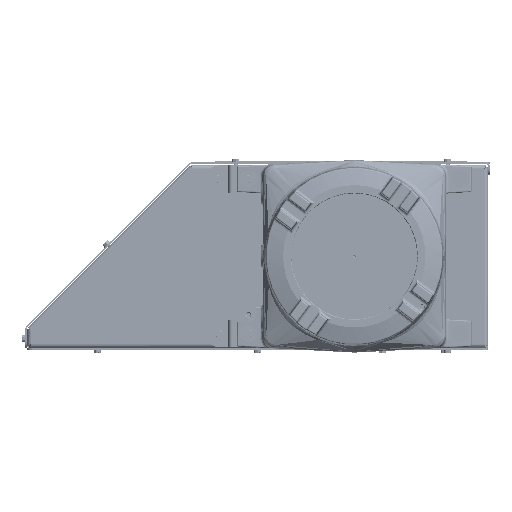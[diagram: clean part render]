
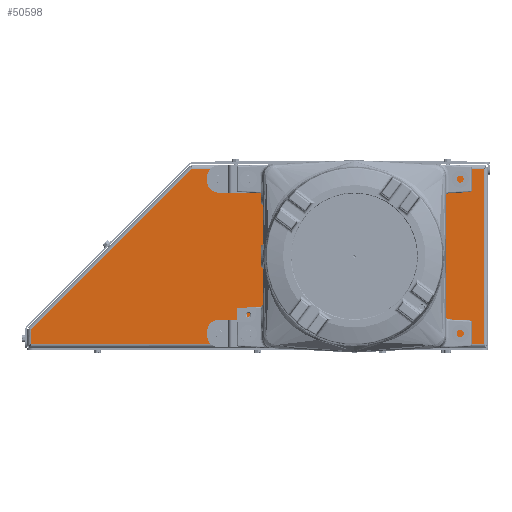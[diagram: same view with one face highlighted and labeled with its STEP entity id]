
A CAD part, left-side view. The second image highlights one B-rep face of the part: STEP entity #50598.
In plain terms, the highlighted planar face has unit normal (-1, 0, 0).
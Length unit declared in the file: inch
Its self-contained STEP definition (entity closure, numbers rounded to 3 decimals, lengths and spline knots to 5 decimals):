
#7233 = VERTEX_POINT ( 'NONE', #517497 ) ;
#16763 = EDGE_CURVE ( 'NONE', #218097, #523677, #324046, .T. ) ;
#23200 = CARTESIAN_POINT ( 'NONE',  ( -15.6705, -9.2656, 3.23018 ) ) ;
#33378 = DIRECTION ( 'NONE',  ( 0., 1., 0. ) ) ;
#42992 = EDGE_CURVE ( 'NONE', #7233, #298968, #290208, .T. ) ;
#43121 = AXIS2_PLACEMENT_3D ( 'NONE', #263404, #395201, #59345 ) ;
#44591 = EDGE_CURVE ( 'NONE', #113887, #203232, #320406, .T. ) ;
#45825 = VECTOR ( 'NONE', #525570, 39.37008 ) ;
#46661 = LINE ( 'NONE', #393813, #45825 ) ;
#46775 = EDGE_CURVE ( 'NONE', #523677, #218097, #368999, .T. ) ;
#50598 = ADVANCED_FACE ( 'NONE', ( #246792, #370119, #155128, #112012, #149416, #504729 ), #544897, .F. ) ;
#50984 = DIRECTION ( 'NONE',  ( 0., 0., 1. ) ) ;
#52589 = EDGE_CURVE ( 'NONE', #221298, #469180, #171014, .T. ) ;
#59345 = DIRECTION ( 'NONE',  ( 0., 0., -1. ) ) ;
#68570 = CIRCLE ( 'NONE', #379659, 0.6875 ) ;
#75923 = DIRECTION ( 'NONE',  ( -1., 0., 0. ) ) ;
#76288 = DIRECTION ( 'NONE',  ( 0., 0., -1. ) ) ;
#76412 = EDGE_CURVE ( 'NONE', #402738, #402930, #244807, .T. ) ;
#76806 = AXIS2_PLACEMENT_3D ( 'NONE', #478419, #306574, #50984 ) ;
#78670 = DIRECTION ( 'NONE',  ( 1., 0., 0. ) ) ;
#86352 = ORIENTED_EDGE ( 'NONE', *, *, #44591, .T. ) ;
#94495 = ORIENTED_EDGE ( 'NONE', *, *, #76412, .T. ) ;
#94949 = CARTESIAN_POINT ( 'NONE',  ( -15.6705, 9.8906, -3.24248 ) ) ;
#103117 = LINE ( 'NONE', #235005, #127443 ) ;
#112012 = FACE_BOUND ( 'NONE', #483992, .T. ) ;
#113887 = VERTEX_POINT ( 'NONE', #547377 ) ;
#115370 = DIRECTION ( 'NONE',  ( 0., 0., -1. ) ) ;
#125911 = VERTEX_POINT ( 'NONE', #155822 ) ;
#127443 = VECTOR ( 'NONE', #455758, 39.37008 ) ;
#130472 = ORIENTED_EDGE ( 'NONE', *, *, #200547, .T. ) ;
#132591 = CARTESIAN_POINT ( 'NONE',  ( -15.6705, -9.8906, -104.69812 ) ) ;
#134088 = EDGE_CURVE ( 'NONE', #559514, #221298, #46661, .T. ) ;
#140246 = EDGE_LOOP ( 'NONE', ( #548568, #418618, #536955, #130472, #467435 ) ) ;
#143248 = CARTESIAN_POINT ( 'NONE',  ( -15.6705, 1.71115, -3.63637 ) ) ;
#144847 = CARTESIAN_POINT ( 'NONE',  ( -15.6705, -6.8153, -0.85762 ) ) ;
#147133 = CARTESIAN_POINT ( 'NONE',  ( -15.6705, -9.2656, 3.08018 ) ) ;
#149416 = FACE_BOUND ( 'NONE', #256337, .T. ) ;
#155128 = FACE_BOUND ( 'NONE', #350275, .T. ) ;
#155822 = CARTESIAN_POINT ( 'NONE',  ( -15.6705, -6.8153, 0.76738 ) ) ;
#161538 = EDGE_CURVE ( 'NONE', #469180, #213007, #103117, .T. ) ;
#162524 = CARTESIAN_POINT ( 'NONE',  ( -15.6705, 9.8906, 97.48288 ) ) ;
#170839 = AXIS2_PLACEMENT_3D ( 'NONE', #342551, #78670, #253709 ) ;
#171014 = LINE ( 'NONE', #162524, #294886 ) ;
#175815 = LINE ( 'NONE', #132591, #291167 ) ;
#193906 = CARTESIAN_POINT ( 'NONE',  ( -15.6705, 2.86794, 3.78018 ) ) ;
#200385 = DIRECTION ( 'NONE',  ( 0., 0., -1. ) ) ;
#200547 = EDGE_CURVE ( 'NONE', #372961, #559514, #552586, .T. ) ;
#203232 = VERTEX_POINT ( 'NONE', #143248 ) ;
#205294 = EDGE_CURVE ( 'NONE', #125911, #210097, #434185, .T. ) ;
#210097 = VERTEX_POINT ( 'NONE', #296080 ) ;
#213007 = VERTEX_POINT ( 'NONE', #294825 ) ;
#214766 = CARTESIAN_POINT ( 'NONE',  ( -15.6705, 1.70993, 3.32988 ) ) ;
#217178 = EDGE_LOOP ( 'NONE', ( #533687, #563132 ) ) ;
#218097 = VERTEX_POINT ( 'NONE', #23200 ) ;
#221298 = VERTEX_POINT ( 'NONE', #94949 ) ;
#223839 = AXIS2_PLACEMENT_3D ( 'NONE', #513815, #419316, #115370 ) ;
#224565 = EDGE_CURVE ( 'NONE', #210097, #125911, #68570, .T. ) ;
#234257 = VECTOR ( 'NONE', #33378, 39.37008 ) ;
#235005 = CARTESIAN_POINT ( 'NONE',  ( -15.6705, 110.7183, -3.87042 ) ) ;
#244807 = CIRCLE ( 'NONE', #43121, 0.6875 ) ;
#246792 = FACE_BOUND ( 'NONE', #454506, .T. ) ;
#253709 = DIRECTION ( 'NONE',  ( 0., 0., -1. ) ) ;
#254159 = CARTESIAN_POINT ( 'NONE',  ( -15.6705, -6.8153, 1.45488 ) ) ;
#256337 = EDGE_LOOP ( 'NONE', ( #561262, #94495 ) ) ;
#263404 = CARTESIAN_POINT ( 'NONE',  ( -15.6705, -6.8153, -1.54512 ) ) ;
#277278 = EDGE_CURVE ( 'NONE', #203232, #113887, #417781, .T. ) ;
#281262 = DIRECTION ( 'NONE',  ( 1., 0., 0. ) ) ;
#283520 = DIRECTION ( 'NONE',  ( 1., 0., 0. ) ) ;
#290208 = CIRCLE ( 'NONE', #519345, 0.21625 ) ;
#291167 = VECTOR ( 'NONE', #307567, 39.37008 ) ;
#294825 = CARTESIAN_POINT ( 'NONE',  ( -15.6705, -9.8906, -3.87042 ) ) ;
#294886 = VECTOR ( 'NONE', #340170, 39.37008 ) ;
#296080 = CARTESIAN_POINT ( 'NONE',  ( -15.6705, -6.8153, 2.14238 ) ) ;
#298968 = VERTEX_POINT ( 'NONE', #368664 ) ;
#306574 = DIRECTION ( 'NONE',  ( -1., 0., 0. ) ) ;
#306858 = ORIENTED_EDGE ( 'NONE', *, *, #16763, .F. ) ;
#307567 = DIRECTION ( 'NONE',  ( 0., 0., 1. ) ) ;
#308007 = DIRECTION ( 'NONE',  ( 1., 0., 0. ) ) ;
#316188 = AXIS2_PLACEMENT_3D ( 'NONE', #329359, #283520, #200385 ) ;
#320406 = CIRCLE ( 'NONE', #402611, 0.21625 ) ;
#324046 = CIRCLE ( 'NONE', #76806, 0.075 ) ;
#324974 = CARTESIAN_POINT ( 'NONE',  ( -15.6705, 9.8906, -3.87042 ) ) ;
#329359 = CARTESIAN_POINT ( 'NONE',  ( -15.6705, -6.8153, -1.54512 ) ) ;
#340170 = DIRECTION ( 'NONE',  ( 0., 0., -1. ) ) ;
#342551 = CARTESIAN_POINT ( 'NONE',  ( -15.6705, 1.71115, -3.42012 ) ) ;
#350275 = EDGE_LOOP ( 'NONE', ( #453667, #86352 ) ) ;
#351837 = DIRECTION ( 'NONE',  ( 1., 0., 0. ) ) ;
#359604 = AXIS2_PLACEMENT_3D ( 'NONE', #511727, #75923, #428602 ) ;
#360511 = ORIENTED_EDGE ( 'NONE', *, *, #46775, .F. ) ;
#364375 = ORIENTED_EDGE ( 'NONE', *, *, #224565, .T. ) ;
#368664 = CARTESIAN_POINT ( 'NONE',  ( -15.6705, 1.70993, 3.54613 ) ) ;
#368999 = CIRCLE ( 'NONE', #359604, 0.075 ) ;
#370119 = FACE_BOUND ( 'NONE', #217178, .T. ) ;
#372961 = VERTEX_POINT ( 'NONE', #553464 ) ;
#379659 = AXIS2_PLACEMENT_3D ( 'NONE', #254159, #388762, #76288 ) ;
#381353 = EDGE_CURVE ( 'NONE', #213007, #372961, #175815, .T. ) ;
#382706 = EDGE_CURVE ( 'NONE', #298968, #7233, #512117, .T. ) ;
#383868 = DIRECTION ( 'NONE',  ( 1., 0., 0. ) ) ;
#388762 = DIRECTION ( 'NONE',  ( 1., 0., 0. ) ) ;
#389135 = CARTESIAN_POINT ( 'NONE',  ( -15.6705, 1.70993, 3.32988 ) ) ;
#393813 = CARTESIAN_POINT ( 'NONE',  ( -15.6705, -68.35565, 75.00377 ) ) ;
#395201 = DIRECTION ( 'NONE',  ( 1., 0., 0. ) ) ;
#398355 = CIRCLE ( 'NONE', #316188, 0.6875 ) ;
#402611 = AXIS2_PLACEMENT_3D ( 'NONE', #425621, #308007, #520085 ) ;
#402738 = VERTEX_POINT ( 'NONE', #144847 ) ;
#402930 = VERTEX_POINT ( 'NONE', #560083 ) ;
#408916 = AXIS2_PLACEMENT_3D ( 'NONE', #553373, #281262, #501869 ) ;
#417781 = CIRCLE ( 'NONE', #170839, 0.21625 ) ;
#418618 = ORIENTED_EDGE ( 'NONE', *, *, #161538, .T. ) ;
#419316 = DIRECTION ( 'NONE',  ( 1., 0., 0. ) ) ;
#425621 = CARTESIAN_POINT ( 'NONE',  ( -15.6705, 1.71115, -3.42012 ) ) ;
#428602 = DIRECTION ( 'NONE',  ( 0., 0., 1. ) ) ;
#434185 = CIRCLE ( 'NONE', #223839, 0.6875 ) ;
#447999 = AXIS2_PLACEMENT_3D ( 'NONE', #389135, #351837, #526564 ) ;
#453237 = ORIENTED_EDGE ( 'NONE', *, *, #205294, .T. ) ;
#453667 = ORIENTED_EDGE ( 'NONE', *, *, #277278, .T. ) ;
#454506 = EDGE_LOOP ( 'NONE', ( #306858, #360511 ) ) ;
#455758 = DIRECTION ( 'NONE',  ( 0., -1., 0. ) ) ;
#463854 = CARTESIAN_POINT ( 'NONE',  ( -15.6705, -110.7183, 3.78018 ) ) ;
#467435 = ORIENTED_EDGE ( 'NONE', *, *, #134088, .T. ) ;
#469180 = VERTEX_POINT ( 'NONE', #324974 ) ;
#478419 = CARTESIAN_POINT ( 'NONE',  ( -15.6705, -9.2656, 3.15518 ) ) ;
#483992 = EDGE_LOOP ( 'NONE', ( #453237, #364375 ) ) ;
#501869 = DIRECTION ( 'NONE',  ( 0., 0., -1. ) ) ;
#504729 = FACE_OUTER_BOUND ( 'NONE', #140246, .T. ) ;
#511727 = CARTESIAN_POINT ( 'NONE',  ( -15.6705, -9.2656, 3.15518 ) ) ;
#512117 = CIRCLE ( 'NONE', #447999, 0.21625 ) ;
#513815 = CARTESIAN_POINT ( 'NONE',  ( -15.6705, -6.8153, 1.45488 ) ) ;
#517497 = CARTESIAN_POINT ( 'NONE',  ( -15.6705, 1.70993, 3.11363 ) ) ;
#519261 = EDGE_CURVE ( 'NONE', #402930, #402738, #398355, .T. ) ;
#519345 = AXIS2_PLACEMENT_3D ( 'NONE', #214766, #383868, #558748 ) ;
#520085 = DIRECTION ( 'NONE',  ( 0., 0., -1. ) ) ;
#523677 = VERTEX_POINT ( 'NONE', #147133 ) ;
#525570 = DIRECTION ( 'NONE',  ( 0., 0.707, -0.707 ) ) ;
#526564 = DIRECTION ( 'NONE',  ( 0., 0., -1. ) ) ;
#533687 = ORIENTED_EDGE ( 'NONE', *, *, #42992, .T. ) ;
#536955 = ORIENTED_EDGE ( 'NONE', *, *, #381353, .T. ) ;
#544897 = PLANE ( 'NONE',  #408916 ) ;
#547377 = CARTESIAN_POINT ( 'NONE',  ( -15.6705, 1.71115, -3.20387 ) ) ;
#548568 = ORIENTED_EDGE ( 'NONE', *, *, #52589, .T. ) ;
#552586 = LINE ( 'NONE', #463854, #234257 ) ;
#553373 = CARTESIAN_POINT ( 'NONE',  ( -15.6705, 0., 0. ) ) ;
#553464 = CARTESIAN_POINT ( 'NONE',  ( -15.6705, -9.8906, 3.78018 ) ) ;
#558748 = DIRECTION ( 'NONE',  ( 0., 0., -1. ) ) ;
#559514 = VERTEX_POINT ( 'NONE', #193906 ) ;
#560083 = CARTESIAN_POINT ( 'NONE',  ( -15.6705, -6.8153, -2.23262 ) ) ;
#561262 = ORIENTED_EDGE ( 'NONE', *, *, #519261, .T. ) ;
#563132 = ORIENTED_EDGE ( 'NONE', *, *, #382706, .T. ) ;
